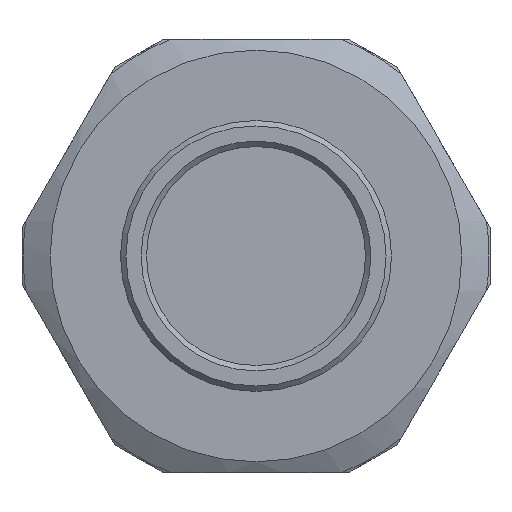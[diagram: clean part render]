
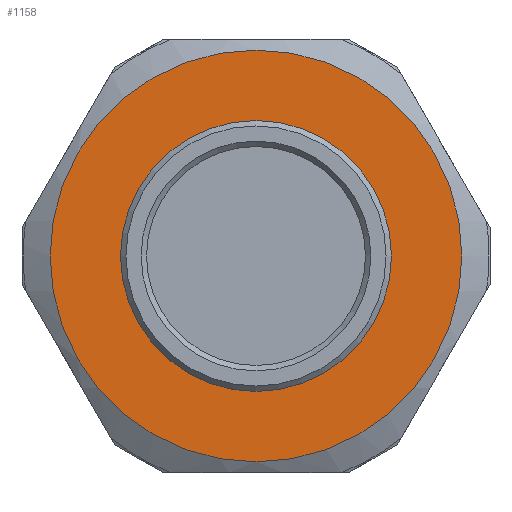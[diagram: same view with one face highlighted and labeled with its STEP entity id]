
A CAD part, front view. The second image highlights one B-rep face of the part: STEP entity #1158.
In plain terms, the highlighted planar face has unit normal (0, -1, 0).
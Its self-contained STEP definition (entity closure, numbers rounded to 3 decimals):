
#97=FACE_BOUND('',#241,.T.);
#112=PLANE('',#1285);
#166=FACE_OUTER_BOUND('',#240,.T.);
#240=EDGE_LOOP('',(#868));
#241=EDGE_LOOP('',(#869));
#445=CIRCLE('',#1284,12.);
#446=CIRCLE('',#1286,19.);
#511=VERTEX_POINT('',#1824);
#512=VERTEX_POINT('',#1828);
#646=EDGE_CURVE('',#511,#511,#445,.T.);
#648=EDGE_CURVE('',#512,#512,#446,.T.);
#868=ORIENTED_EDGE('',*,*,#648,.F.);
#869=ORIENTED_EDGE('',*,*,#646,.T.);
#1158=ADVANCED_FACE('',(#166,#97),#112,.T.);
#1284=AXIS2_PLACEMENT_3D('',#1825,#1488,#1489);
#1285=AXIS2_PLACEMENT_3D('',#1827,#1491,#1492);
#1286=AXIS2_PLACEMENT_3D('',#1829,#1493,#1494);
#1488=DIRECTION('center_axis',(0.,1.,0.));
#1489=DIRECTION('ref_axis',(1.,0.,0.));
#1491=DIRECTION('center_axis',(0.,-1.,0.));
#1492=DIRECTION('ref_axis',(0.,0.,-1.));
#1493=DIRECTION('center_axis',(0.,1.,0.));
#1494=DIRECTION('ref_axis',(1.,0.,0.));
#1824=CARTESIAN_POINT('',(12.,15.,0.));
#1825=CARTESIAN_POINT('Origin',(0.,15.,0.));
#1827=CARTESIAN_POINT('Origin',(-19.,15.,0.));
#1828=CARTESIAN_POINT('',(19.,15.,0.));
#1829=CARTESIAN_POINT('Origin',(0.,15.,0.));
